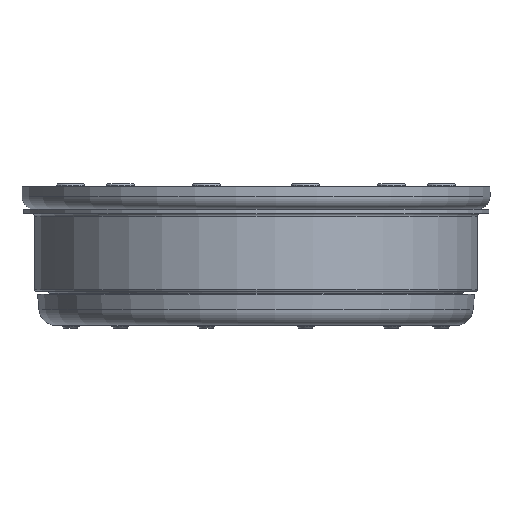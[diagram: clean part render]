
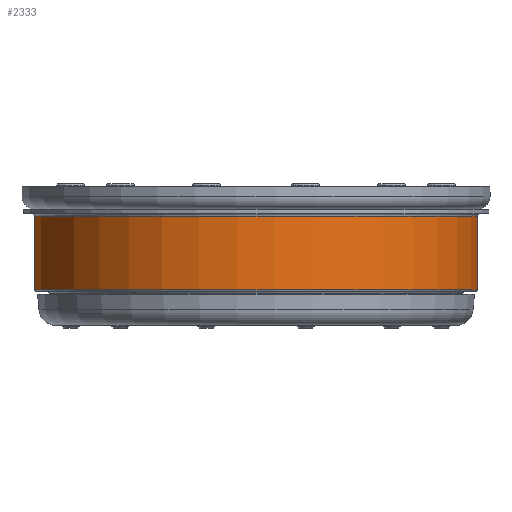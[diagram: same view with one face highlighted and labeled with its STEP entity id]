
A CAD part, front view. The second image highlights one B-rep face of the part: STEP entity #2333.
In plain terms, the highlighted cylindrical face has radius 78.5 mm (diameter 157 mm), a full revolution.
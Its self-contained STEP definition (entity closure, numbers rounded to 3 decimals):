
#2299=CARTESIAN_POINT('',(78.5,0.,8.5));
#2300=VERTEX_POINT('',#2299);
#2301=CARTESIAN_POINT('',(0.,0.,8.5));
#2302=DIRECTION('',(0.0,0.0,-1.0));
#2303=DIRECTION('',(-1.0,0.0,0.0));
#2304=AXIS2_PLACEMENT_3D('',#2301,#2302,#2303);
#2305=CIRCLE('',#2304,78.5);
#2306=EDGE_CURVE('',#2300,#2300,#2305,.T.);
#2314=CARTESIAN_POINT('',(0.,0.,0.0));
#2315=DIRECTION('',(0.0,0.0,1.0));
#2316=DIRECTION('',(-1.0,0.0,0.0));
#2317=AXIS2_PLACEMENT_3D('',#2314,#2315,#2316);
#2318=CYLINDRICAL_SURFACE('',#2317,78.5);
#2319=CARTESIAN_POINT('',(78.5,0.,34.5));
#2320=VERTEX_POINT('',#2319);
#2321=CARTESIAN_POINT('',(0.,0.,34.5));
#2322=DIRECTION('',(0.0,0.0,1.0));
#2323=DIRECTION('',(-1.0,0.0,0.0));
#2324=AXIS2_PLACEMENT_3D('',#2321,#2322,#2323);
#2325=CIRCLE('',#2324,78.5);
#2326=EDGE_CURVE('',#2320,#2320,#2325,.T.);
#2327=ORIENTED_EDGE('',*,*,#2326,.F.);
#2328=EDGE_LOOP('',(#2327));
#2329=FACE_OUTER_BOUND('',#2328,.T.);
#2330=ORIENTED_EDGE('',*,*,#2306,.F.);
#2331=EDGE_LOOP('',(#2330));
#2332=FACE_BOUND('',#2331,.T.);
#2333=ADVANCED_FACE('',(#2329,#2332),#2318,.T.);
